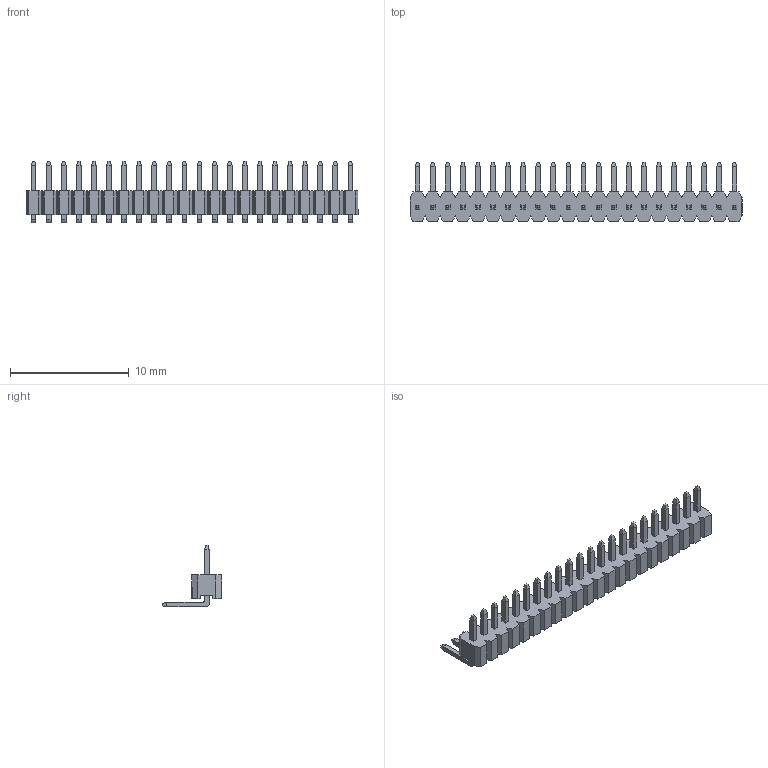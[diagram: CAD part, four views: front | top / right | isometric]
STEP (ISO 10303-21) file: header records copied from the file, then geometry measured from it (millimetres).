
FILE_DESCRIPTION (( 'STEP AP214' ), '1' );
FILE_NAME ('FPH12733-S22S1014050505B-REF .STEP', '2025-08-06T06:28:10', ( '' ), ( '' ), 'SwSTEP 2.0', 'SolidWorks 2021', '' );
FILE_SCHEMA (( 'AUTOMOTIVE_DESIGN' ));
Length unit declared in the file: millimetre
Products named in the file (1): FPH12733-S22S1014050505B-REF 
Bounding box: 27.94 x 5 x 5.2 mm (x, y, z)
Volume: 143.9 mm3; surface area: 551.8 mm2
Topology: 1 solids, 1 shells, 624 faces, 1558 edges, 980 vertices
Faces by surface type: plane 580, cylinder 44
Entity records: 18076 total; most frequent: CARTESIAN_POINT 3163, ORIENTED_EDGE 3116, DIRECTION 2896, EDGE_CURVE 1558, LINE 1470, VECTOR 1470, VERTEX_POINT 980, AXIS2_PLACEMENT_3D 713
